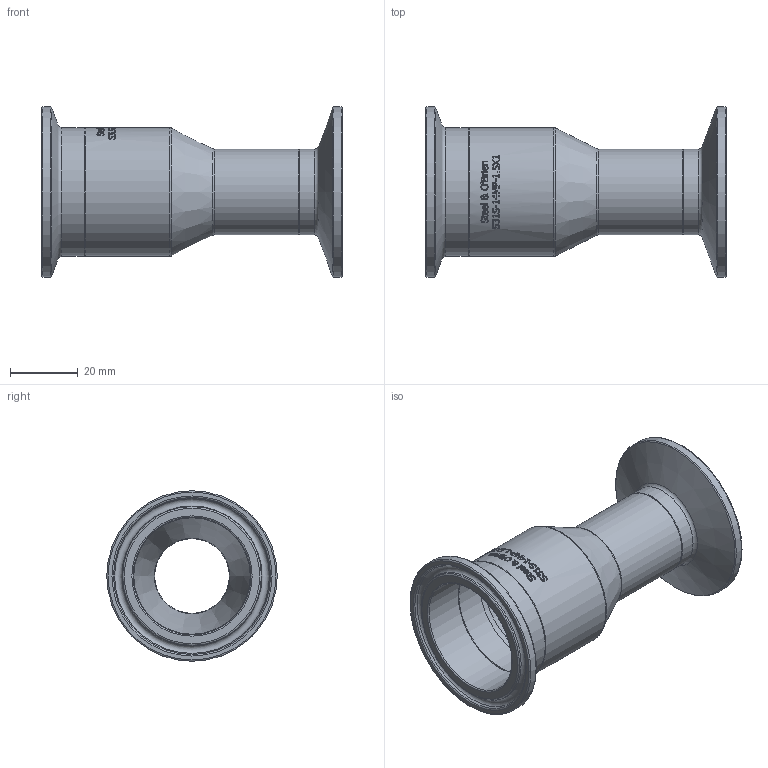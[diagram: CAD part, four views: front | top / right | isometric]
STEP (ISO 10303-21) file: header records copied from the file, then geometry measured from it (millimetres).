
FILE_DESCRIPTION(/* description */ (''),/* implementation_level */ '2;1');
FILE_NAME(/* name */ 'S31S-14MP-15X1.stp',/* time_stamp */ '2018-11-29T10:44:19-05:00',/* author */ ('rick'),/* organization */ (''),/* preprocessor_version */ 'ST-DEVELOPER v15.2',/* originating_system */ 'Autodesk Inventor 2014',/* authorisation */ '');
FILE_SCHEMA (('AUTOMOTIVE_DESIGN { 1 0 10303 214 3 1 1 }'));
Length unit declared in the file: inch
Products named in the file (1): S31S-14MP-15X1
Bounding box: 88.9 x 50.39 x 50.39 mm (x, y, z)
Volume: 29193.9 mm3; surface area: 21875.7 mm2
Topology: 1 solids, 1 shells, 484 faces, 1283 edges, 842 vertices
Faces by surface type: plane 206, bspline 195, cylinder 49, torus 26, cone 8
Full cylindrical faces by diameter (mm): 22.098 x2, 25.4 x2, 34.798 x2, 38.1 x2, 50.394 x2
Entity records: 18493 total; most frequent: CARTESIAN_POINT 7613, ORIENTED_EDGE 2478, DIRECTION 1709, EDGE_CURVE 1239, VERTEX_POINT 842, EDGE_LOOP 571, AXIS2_PLACEMENT_3D 570, LINE 569
